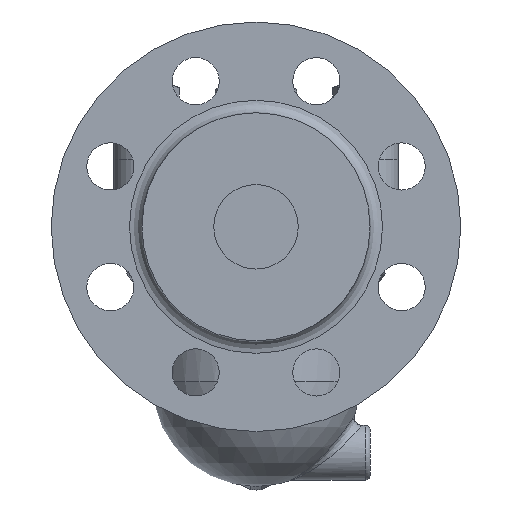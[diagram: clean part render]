
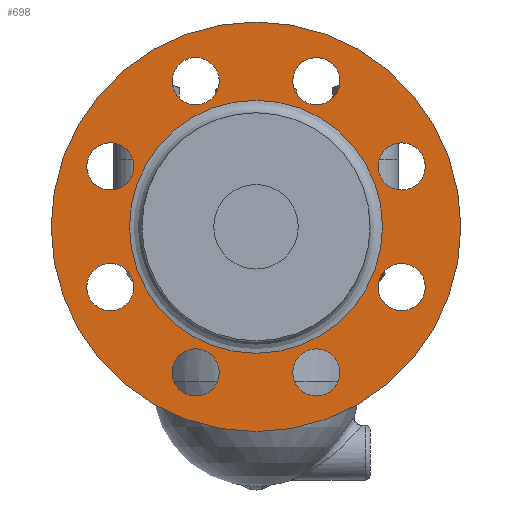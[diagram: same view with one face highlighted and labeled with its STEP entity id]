
A CAD part, left-side view. The second image highlights one B-rep face of the part: STEP entity #698.
In plain terms, the highlighted free-form (B-spline) face has degree [1, 1] with [2, 2] control points.
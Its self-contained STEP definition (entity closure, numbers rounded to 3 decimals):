
#527=CARTESIAN_POINT('',(-133.6,0.,43.95));
#528=VERTEX_POINT('',#527);
#529=CARTESIAN_POINT('',(-133.6,0.0,-7.));
#530=DIRECTION('',(-1.0,0.0,0.0));
#531=DIRECTION('',(0.0,0.0,-1.0));
#532=AXIS2_PLACEMENT_3D('',#529,#530,#531);
#533=CIRCLE('',#532,50.95);
#534=EDGE_CURVE('',#528,#528,#533,.T.);
#591=CARTESIAN_POINT('',(-133.6,82.5,75.5));
#592=CARTESIAN_POINT('',(-133.6,82.5,-89.5));
#593=CARTESIAN_POINT('',(-133.6,-82.5,75.5));
#594=CARTESIAN_POINT('',(-133.6,-82.5,-89.5));
#595=B_SPLINE_SURFACE_WITH_KNOTS('',1,1,((#591,#593),(#592,#594)),.UNSPECIFIED.,.F.,.F.,.U.,(2,2),(2,2),(0.0,165.0),(0.0,165.0),.UNSPECIFIED.);
#596=CARTESIAN_POINT('',(-133.6,0.0,75.5));
#597=VERTEX_POINT('',#596);
#598=CARTESIAN_POINT('',(-133.6,0.0,-7.));
#599=DIRECTION('',(-1.0,0.0,0.0));
#600=DIRECTION('',(0.0,0.0,1.0));
#601=AXIS2_PLACEMENT_3D('',#598,#599,#600);
#602=CIRCLE('',#601,82.5);
#603=EDGE_CURVE('',#597,#597,#602,.T.);
#604=ORIENTED_EDGE('',*,*,#603,.T.);
#605=EDGE_LOOP('',(#604));
#606=FACE_OUTER_BOUND('',#605,.T.);
#607=CARTESIAN_POINT('',(-133.6,24.3,42.166));
#608=VERTEX_POINT('',#607);
#609=CARTESIAN_POINT('',(-133.6,24.3,51.666));
#610=DIRECTION('',(1.0,0.0,0.0));
#611=DIRECTION('',(0.0,0.0,-1.0));
#612=AXIS2_PLACEMENT_3D('',#609,#610,#611);
#613=CIRCLE('',#612,9.5);
#614=EDGE_CURVE('',#608,#608,#613,.T.);
#615=ORIENTED_EDGE('',*,*,#614,.T.);
#616=EDGE_LOOP('',(#615));
#617=FACE_BOUND('',#616,.T.);
#618=CARTESIAN_POINT('',(-133.6,51.949,10.583));
#619=VERTEX_POINT('',#618);
#620=CARTESIAN_POINT('',(-133.6,58.666,17.3));
#621=DIRECTION('',(1.,0.,0.));
#622=DIRECTION('',(0.,-0.707,-0.707));
#623=AXIS2_PLACEMENT_3D('',#620,#621,#622);
#624=CIRCLE('',#623,9.5);
#625=EDGE_CURVE('',#619,#619,#624,.T.);
#626=ORIENTED_EDGE('',*,*,#625,.T.);
#627=EDGE_LOOP('',(#626));
#628=FACE_BOUND('',#627,.T.);
#629=CARTESIAN_POINT('',(-133.6,49.166,-31.3));
#630=VERTEX_POINT('',#629);
#631=CARTESIAN_POINT('',(-133.6,58.666,-31.3));
#632=DIRECTION('',(1.0,0.0,0.0));
#633=DIRECTION('',(0.0,-1.0,0.0));
#634=AXIS2_PLACEMENT_3D('',#631,#632,#633);
#635=CIRCLE('',#634,9.5);
#636=EDGE_CURVE('',#630,#630,#635,.T.);
#637=ORIENTED_EDGE('',*,*,#636,.T.);
#638=EDGE_LOOP('',(#637));
#639=FACE_BOUND('',#638,.T.);
#640=CARTESIAN_POINT('',(-133.6,17.583,-58.949));
#641=VERTEX_POINT('',#640);
#642=CARTESIAN_POINT('',(-133.6,24.3,-65.666));
#643=DIRECTION('',(1.,0.,0.));
#644=DIRECTION('',(0.,-0.707,0.707));
#645=AXIS2_PLACEMENT_3D('',#642,#643,#644);
#646=CIRCLE('',#645,9.5);
#647=EDGE_CURVE('',#641,#641,#646,.T.);
#648=ORIENTED_EDGE('',*,*,#647,.T.);
#649=EDGE_LOOP('',(#648));
#650=FACE_BOUND('',#649,.T.);
#651=CARTESIAN_POINT('',(-133.6,-24.3,-56.166));
#652=VERTEX_POINT('',#651);
#653=CARTESIAN_POINT('',(-133.6,-24.3,-65.666));
#654=DIRECTION('',(1.0,0.0,0.0));
#655=DIRECTION('',(0.0,0.0,1.0));
#656=AXIS2_PLACEMENT_3D('',#653,#654,#655);
#657=CIRCLE('',#656,9.5);
#658=EDGE_CURVE('',#652,#652,#657,.T.);
#659=ORIENTED_EDGE('',*,*,#658,.T.);
#660=EDGE_LOOP('',(#659));
#661=FACE_BOUND('',#660,.T.);
#662=CARTESIAN_POINT('',(-133.6,-51.949,-24.583));
#663=VERTEX_POINT('',#662);
#664=CARTESIAN_POINT('',(-133.6,-58.666,-31.3));
#665=DIRECTION('',(1.0,0.,0.));
#666=DIRECTION('',(0.,0.707,0.707));
#667=AXIS2_PLACEMENT_3D('',#664,#665,#666);
#668=CIRCLE('',#667,9.5);
#669=EDGE_CURVE('',#663,#663,#668,.T.);
#670=ORIENTED_EDGE('',*,*,#669,.T.);
#671=EDGE_LOOP('',(#670));
#672=FACE_BOUND('',#671,.T.);
#673=CARTESIAN_POINT('',(-133.6,-49.166,17.3));
#674=VERTEX_POINT('',#673);
#675=CARTESIAN_POINT('',(-133.6,-58.666,17.3));
#676=DIRECTION('',(1.0,0.0,0.0));
#677=DIRECTION('',(0.0,1.0,0.0));
#678=AXIS2_PLACEMENT_3D('',#675,#676,#677);
#679=CIRCLE('',#678,9.5);
#680=EDGE_CURVE('',#674,#674,#679,.T.);
#681=ORIENTED_EDGE('',*,*,#680,.T.);
#682=EDGE_LOOP('',(#681));
#683=FACE_BOUND('',#682,.T.);
#684=CARTESIAN_POINT('',(-133.6,-17.583,44.949));
#685=VERTEX_POINT('',#684);
#686=CARTESIAN_POINT('',(-133.6,-24.3,51.666));
#687=DIRECTION('',(1.0,0.,0.));
#688=DIRECTION('',(0.,0.707,-0.707));
#689=AXIS2_PLACEMENT_3D('',#686,#687,#688);
#690=CIRCLE('',#689,9.5);
#691=EDGE_CURVE('',#685,#685,#690,.T.);
#692=ORIENTED_EDGE('',*,*,#691,.T.);
#693=EDGE_LOOP('',(#692));
#694=FACE_BOUND('',#693,.T.);
#695=ORIENTED_EDGE('',*,*,#534,.F.);
#696=EDGE_LOOP('',(#695));
#697=FACE_BOUND('',#696,.T.);
#698=ADVANCED_FACE('',(#606,#617,#628,#639,#650,#661,#672,#683,#694,#697),#595,.T.);
